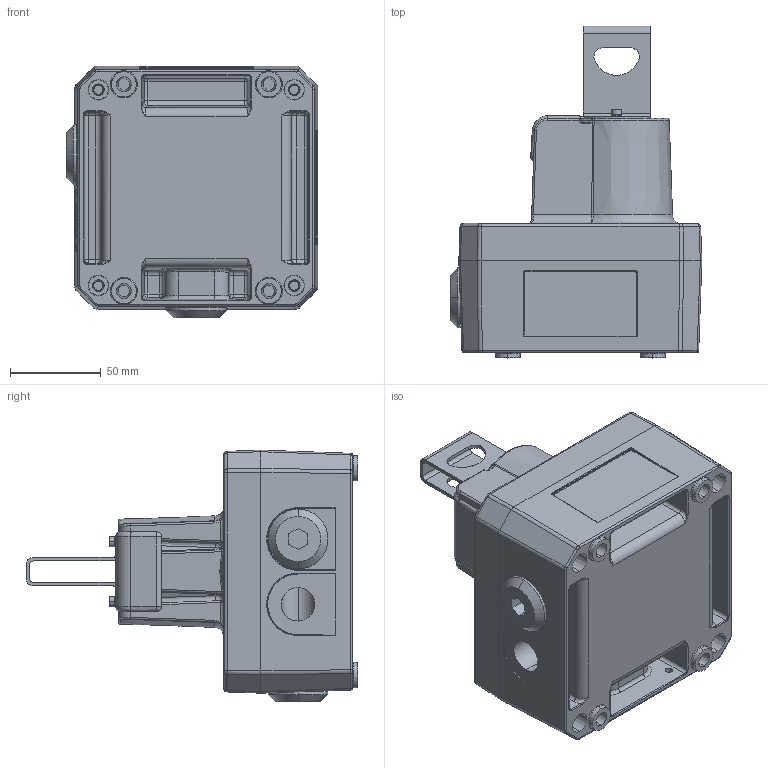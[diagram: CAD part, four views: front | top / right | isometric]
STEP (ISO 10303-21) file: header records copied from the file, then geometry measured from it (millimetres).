
FILE_DESCRIPTION (( 'STEP AP214' ), '1' );
FILE_NAME ('D202-05-211-3D-PB.STEP', '2019-10-22T08:17:22', ( 'User' ), ( '' ), 'SwSTEP 2.0', 'SolidWorks 2019', '' );
FILE_SCHEMA (( 'AUTOMOTIVE_DESIGN' ));
Length unit declared in the file: millimetre
Products named in the file (10): D202-66-401-3D_Issue_1; D202-50-211-3D_Issue_3; base; M25_Stopping Gland; SCHXSKTM3X8A4; D202-05-211-3D-PB; pt cover_Moulding; D202-66-402-3D_Issue_1; WASGM3A4; SCHXSKTM6X50A4
Assembly tree (15 placements, depth 2):
  D202-05-211-3D-PB
    base
    pt cover_Moulding
    SCHXSKTM6X50A4  x4
    M25_Stopping Gland  x2
    D202-66-402-3D_Issue_1
    D202-66-401-3D_Issue_1
    SCHXSKTM3X8A4  x2
    WASGM3A4  x2
    D202-50-211-3D_Issue_3
Bounding box: 138.84 x 183 x 138.84 mm (x, y, z)
Volume: 1255672.7 mm3; surface area: 193930.2 mm2
Topology: 19 solids, 19 shells, 1126 faces, 2741 edges, 1652 vertices
Faces by surface type: plane 430, cylinder 300, bspline 154, cone 141, torus 81, sphere 20
Entity records: 34440 total; most frequent: CARTESIAN_POINT 12239, ORIENTED_EDGE 4786, DIRECTION 4275, EDGE_CURVE 2393, AXIS2_PLACEMENT_3D 1704, VERTEX_POINT 1469, EDGE_LOOP 1070, FACE_OUTER_BOUND 983
